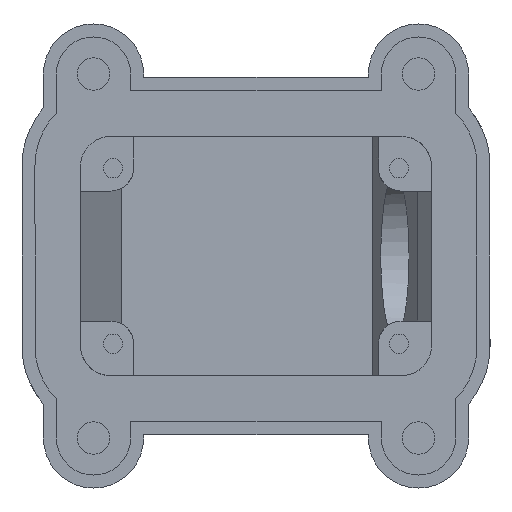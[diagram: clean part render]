
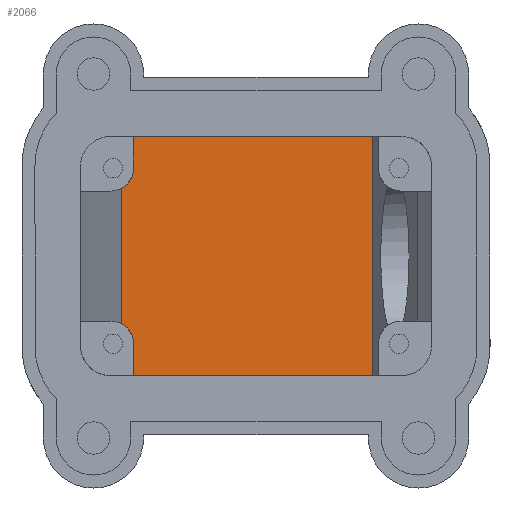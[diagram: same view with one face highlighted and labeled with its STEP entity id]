
A CAD part, front view. The second image highlights one B-rep face of the part: STEP entity #2066.
In plain terms, the highlighted planar face has unit normal (0, -1, 0).
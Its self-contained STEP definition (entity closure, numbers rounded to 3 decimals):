
#1496=CIRCLE('',#10733,3.5);
#1497=CIRCLE('',#10737,3.5);
#1676=B_SPLINE_CURVE_WITH_KNOTS('',3,(#14996,#14997,#14998,#14999),
 .UNSPECIFIED.,.F.,.F.,(4,4),(0.,1.),.UNSPECIFIED.);
#1700=B_SPLINE_CURVE_WITH_KNOTS('',3,(#15289,#15290,#15291,#15292),
 .UNSPECIFIED.,.F.,.F.,(4,4),(0.,1.),.UNSPECIFIED.);
#2066=ADVANCED_FACE('',(#2897),#2500,.F.);
#2500=PLANE('',#10738);
#2897=FACE_OUTER_BOUND('',#3372,.T.);
#3372=EDGE_LOOP('',(#5062,#5063,#5064,#5065,#5066,#5067,#5068,#5069));
#5062=ORIENTED_EDGE('',*,*,#7718,.F.);
#5063=ORIENTED_EDGE('',*,*,#7711,.F.);
#5064=ORIENTED_EDGE('',*,*,#7603,.F.);
#5065=ORIENTED_EDGE('',*,*,#7701,.T.);
#5066=ORIENTED_EDGE('',*,*,#7689,.T.);
#5067=ORIENTED_EDGE('',*,*,#7662,.T.);
#5068=ORIENTED_EDGE('',*,*,#7720,.F.);
#5069=ORIENTED_EDGE('',*,*,#7721,.F.);
#6539=VERTEX_POINT('',#14722);
#6542=VERTEX_POINT('',#14730);
#6584=VERTEX_POINT('',#15000);
#6585=VERTEX_POINT('',#15001);
#6604=VERTEX_POINT('',#15170);
#6615=VERTEX_POINT('',#15346);
#6620=VERTEX_POINT('',#15374);
#6621=VERTEX_POINT('',#15392);
#7603=EDGE_CURVE('',#6542,#6539,#8806,.T.);
#7662=EDGE_CURVE('',#6584,#6585,#1676,.T.);
#7689=EDGE_CURVE('',#6604,#6584,#8844,.T.);
#7701=EDGE_CURVE('',#6542,#6604,#1700,.T.);
#7711=EDGE_CURVE('',#6539,#6615,#1496,.T.);
#7718=EDGE_CURVE('',#6615,#6620,#8855,.T.);
#7720=EDGE_CURVE('',#6621,#6585,#8856,.T.);
#7721=EDGE_CURVE('',#6620,#6621,#1497,.T.);
#8806=LINE('',#14731,#9844);
#8844=LINE('',#15169,#9882);
#8855=LINE('',#15373,#9893);
#8856=LINE('',#15391,#9894);
#9844=VECTOR('',#12288,1.);
#9882=VECTOR('',#12422,1.);
#9893=VECTOR('',#12457,1.);
#9894=VECTOR('',#12460,1.);
#10733=AXIS2_PLACEMENT_3D('',#15345,#12446,#12447);
#10737=AXIS2_PLACEMENT_3D('',#15393,#12461,#12462);
#10738=AXIS2_PLACEMENT_3D('',#15394,#12463,#12464);
#12288=DIRECTION('',(0.,0.,1.));
#12422=DIRECTION('',(0.,0.,1.));
#12446=DIRECTION('',(0.,-1.,0.));
#12447=DIRECTION('',(1.,0.,0.));
#12457=DIRECTION('',(0.,0.,1.));
#12460=DIRECTION('',(0.,0.,1.));
#12461=DIRECTION('',(0.,-1.,0.));
#12462=DIRECTION('',(0.472,0.,-0.882));
#12463=DIRECTION('',(0.,1.,0.));
#12464=DIRECTION('',(1.,0.,0.));
#14722=CARTESIAN_POINT('',(-18.85,59.3,-13.5));
#14730=CARTESIAN_POINT('',(-18.85,59.3,-18.4));
#14731=CARTESIAN_POINT('',(-18.85,59.3,-18.4));
#14996=CARTESIAN_POINT('',(17.958,59.3,18.4));
#14997=CARTESIAN_POINT('',(5.689,59.3,18.4));
#14998=CARTESIAN_POINT('',(-6.581,59.3,18.4));
#14999=CARTESIAN_POINT('',(-18.85,59.3,18.4));
#15000=CARTESIAN_POINT('',(17.958,59.3,18.4));
#15001=CARTESIAN_POINT('',(-18.85,59.3,18.4));
#15169=CARTESIAN_POINT('',(17.958,59.3,-18.4));
#15170=CARTESIAN_POINT('',(17.958,59.3,-18.4));
#15289=CARTESIAN_POINT('',(-18.85,59.3,-18.4));
#15290=CARTESIAN_POINT('',(-6.581,59.3,-18.4));
#15291=CARTESIAN_POINT('',(5.689,59.3,-18.4));
#15292=CARTESIAN_POINT('',(17.958,59.3,-18.4));
#15345=CARTESIAN_POINT('',(-22.35,59.3,-13.5));
#15346=CARTESIAN_POINT('',(-20.7,59.3,-10.414));
#15373=CARTESIAN_POINT('',(-20.7,59.3,-10.414));
#15374=CARTESIAN_POINT('',(-20.7,59.3,10.414));
#15391=CARTESIAN_POINT('',(-18.85,59.3,13.5));
#15392=CARTESIAN_POINT('',(-18.85,59.3,13.5));
#15393=CARTESIAN_POINT('',(-22.35,59.3,13.5));
#15394=CARTESIAN_POINT('',(-20.7,59.3,18.4));
